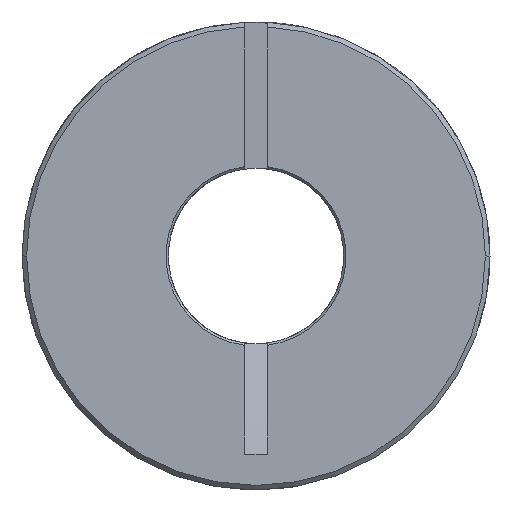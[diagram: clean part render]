
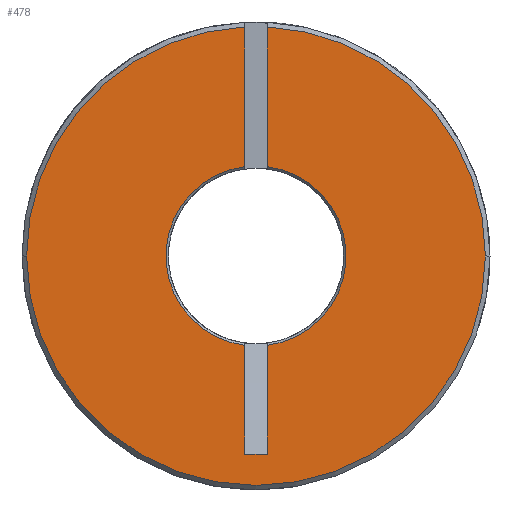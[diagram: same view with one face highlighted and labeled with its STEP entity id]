
A CAD part, left-side view. The second image highlights one B-rep face of the part: STEP entity #478.
In plain terms, the highlighted planar face has unit normal (-1, 0, 0).
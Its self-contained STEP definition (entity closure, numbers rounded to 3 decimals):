
#75 = DIRECTION ( 'NONE',  ( 0., 0., 1. ) ) ;
#77 = AXIS2_PLACEMENT_3D ( 'NONE', #1532, #1533, #1535 ) ;
#88 = AXIS2_PLACEMENT_3D ( 'NONE', #1417, #1419, #1421 ) ;
#102 = AXIS2_PLACEMENT_3D ( 'NONE', #1350, #1351, #1353 ) ;
#122 = CARTESIAN_POINT ( 'NONE',  ( 0., -0.61, -10.753 ) ) ;
#147 = CIRCLE ( 'NONE', #1659, 12.45 ) ;
#195 = VERTEX_POINT ( 'NONE', #568 ) ;
#207 = VERTEX_POINT ( 'NONE', #375 ) ;
#227 = AXIS2_PLACEMENT_3D ( 'NONE', #669, #599, #631 ) ;
#263 = CARTESIAN_POINT ( 'NONE',  ( 0., 0.61, -4.849 ) ) ;
#374 = AXIS2_PLACEMENT_3D ( 'NONE', #1134, #1154, #1157 ) ;
#375 = CARTESIAN_POINT ( 'NONE',  ( 0., -0.61, 4.849 ) ) ;
#473 = VERTEX_POINT ( 'NONE', #1126 ) ;
#478 = ADVANCED_FACE ( 'NONE', ( #1065 ), #1115, .T. ) ;
#503 = VERTEX_POINT ( 'NONE', #1234 ) ;
#568 = CARTESIAN_POINT ( 'NONE',  ( 0., 0.61, -10.753 ) ) ;
#569 = EDGE_CURVE ( 'NONE', #207, #473, #906, .T. ) ;
#573 = VERTEX_POINT ( 'NONE', #263 ) ;
#584 = EDGE_CURVE ( 'NONE', #1544, #473, #909, .T. ) ;
#596 = EDGE_CURVE ( 'NONE', #195, #1544, #869, .T. ) ;
#599 = DIRECTION ( 'NONE',  ( 1., 0., 0. ) ) ;
#614 = EDGE_LOOP ( 'NONE', ( #1633, #1634, #1637, #1638, #1642, #1649, #1650, #1653, #1655, #1658 ) ) ;
#631 = DIRECTION ( 'NONE',  ( 0., -1., 0. ) ) ;
#657 = EDGE_CURVE ( 'NONE', #195, #573, #866, .T. ) ;
#661 = EDGE_CURVE ( 'NONE', #573, #905, #820, .T. ) ;
#669 = CARTESIAN_POINT ( 'NONE',  ( 0., 0., 0. ) ) ;
#675 = EDGE_CURVE ( 'NONE', #503, #905, #817, .T. ) ;
#691 = EDGE_CURVE ( 'NONE', #503, #1410, #790, .T. ) ;
#733 = VECTOR ( 'NONE', #1570, 1000. ) ;
#740 = LINE ( 'NONE', #1528, #733 ) ;
#763 = CIRCLE ( 'NONE', #77, 12.45 ) ;
#765 = EDGE_CURVE ( 'NONE', #1720, #1608, #763, .T. ) ;
#790 = CIRCLE ( 'NONE', #88, 12.45 ) ;
#796 = VECTOR ( 'NONE', #1341, 1000. ) ;
#809 = VECTOR ( 'NONE', #1332, 1000. ) ;
#817 = LINE ( 'NONE', #1343, #796 ) ;
#818 = CARTESIAN_POINT ( 'NONE',  ( 0., 12.45, 0. ) ) ;
#820 = CIRCLE ( 'NONE', #102, 4.887 ) ;
#866 = LINE ( 'NONE', #1336, #809 ) ;
#869 = LINE ( 'NONE', #1740, #878 ) ;
#878 = VECTOR ( 'NONE', #1632, 1000. ) ;
#880 = VECTOR ( 'NONE', #75, 1000. ) ;
#890 = EDGE_CURVE ( 'NONE', #207, #1608, #740, .T. ) ;
#905 = VERTEX_POINT ( 'NONE', #1582 ) ;
#906 = CIRCLE ( 'NONE', #227, 4.887 ) ;
#909 = LINE ( 'NONE', #1547, #880 ) ;
#921 = CARTESIAN_POINT ( 'NONE',  ( 0., -0.61, 12.435 ) ) ;
#1044 = CARTESIAN_POINT ( 'NONE',  ( 0., -12.45, 0. ) ) ;
#1065 = FACE_OUTER_BOUND ( 'NONE', #614, .T. ) ;
#1115 = PLANE ( 'NONE',  #374 ) ;
#1126 = CARTESIAN_POINT ( 'NONE',  ( 0., -0.61, -4.849 ) ) ;
#1134 = CARTESIAN_POINT ( 'NONE',  ( 0., 0., 0. ) ) ;
#1154 = DIRECTION ( 'NONE',  ( -1., 0., 0. ) ) ;
#1157 = DIRECTION ( 'NONE',  ( 0., -1., 0. ) ) ;
#1234 = CARTESIAN_POINT ( 'NONE',  ( 0., 0.61, 12.435 ) ) ;
#1332 = DIRECTION ( 'NONE',  ( 0., 0., 1. ) ) ;
#1336 = CARTESIAN_POINT ( 'NONE',  ( 0., 0.61, -10.753 ) ) ;
#1341 = DIRECTION ( 'NONE',  ( 0., 0., -1. ) ) ;
#1343 = CARTESIAN_POINT ( 'NONE',  ( 0., 0.61, 12.685 ) ) ;
#1350 = CARTESIAN_POINT ( 'NONE',  ( 0., 0., 0. ) ) ;
#1351 = DIRECTION ( 'NONE',  ( 1., 0., 0. ) ) ;
#1353 = DIRECTION ( 'NONE',  ( 0., -1., 0. ) ) ;
#1356 = EDGE_CURVE ( 'NONE', #1410, #1720, #147, .T. ) ;
#1410 = VERTEX_POINT ( 'NONE', #818 ) ;
#1417 = CARTESIAN_POINT ( 'NONE',  ( 0., 0., 0. ) ) ;
#1419 = DIRECTION ( 'NONE',  ( -1., 0., 0. ) ) ;
#1421 = DIRECTION ( 'NONE',  ( 0., -1., 0. ) ) ;
#1528 = CARTESIAN_POINT ( 'NONE',  ( 0., -0.61, 4.723 ) ) ;
#1532 = CARTESIAN_POINT ( 'NONE',  ( 0., 0., 0. ) ) ;
#1533 = DIRECTION ( 'NONE',  ( -1., 0., 0. ) ) ;
#1535 = DIRECTION ( 'NONE',  ( 0., -1., 0. ) ) ;
#1544 = VERTEX_POINT ( 'NONE', #122 ) ;
#1547 = CARTESIAN_POINT ( 'NONE',  ( 0., -0.61, -10.753 ) ) ;
#1570 = DIRECTION ( 'NONE',  ( 0., 0., 1. ) ) ;
#1582 = CARTESIAN_POINT ( 'NONE',  ( 0., 0.61, 4.849 ) ) ;
#1608 = VERTEX_POINT ( 'NONE', #921 ) ;
#1632 = DIRECTION ( 'NONE',  ( 0., -1., 0. ) ) ;
#1633 = ORIENTED_EDGE ( 'NONE', *, *, #569, .T. ) ;
#1634 = ORIENTED_EDGE ( 'NONE', *, *, #584, .F. ) ;
#1637 = ORIENTED_EDGE ( 'NONE', *, *, #596, .F. ) ;
#1638 = ORIENTED_EDGE ( 'NONE', *, *, #657, .T. ) ;
#1642 = ORIENTED_EDGE ( 'NONE', *, *, #661, .T. ) ;
#1649 = ORIENTED_EDGE ( 'NONE', *, *, #675, .F. ) ;
#1650 = ORIENTED_EDGE ( 'NONE', *, *, #691, .T. ) ;
#1653 = ORIENTED_EDGE ( 'NONE', *, *, #1356, .T. ) ;
#1655 = ORIENTED_EDGE ( 'NONE', *, *, #765, .T. ) ;
#1658 = ORIENTED_EDGE ( 'NONE', *, *, #890, .F. ) ;
#1659 = AXIS2_PLACEMENT_3D ( 'NONE', #1724, #1728, #1730 ) ;
#1720 = VERTEX_POINT ( 'NONE', #1044 ) ;
#1724 = CARTESIAN_POINT ( 'NONE',  ( 0., 0., 0. ) ) ;
#1728 = DIRECTION ( 'NONE',  ( -1., 0., 0. ) ) ;
#1730 = DIRECTION ( 'NONE',  ( 0., -1., 0. ) ) ;
#1740 = CARTESIAN_POINT ( 'NONE',  ( 0., 8.256, -10.753 ) ) ;
